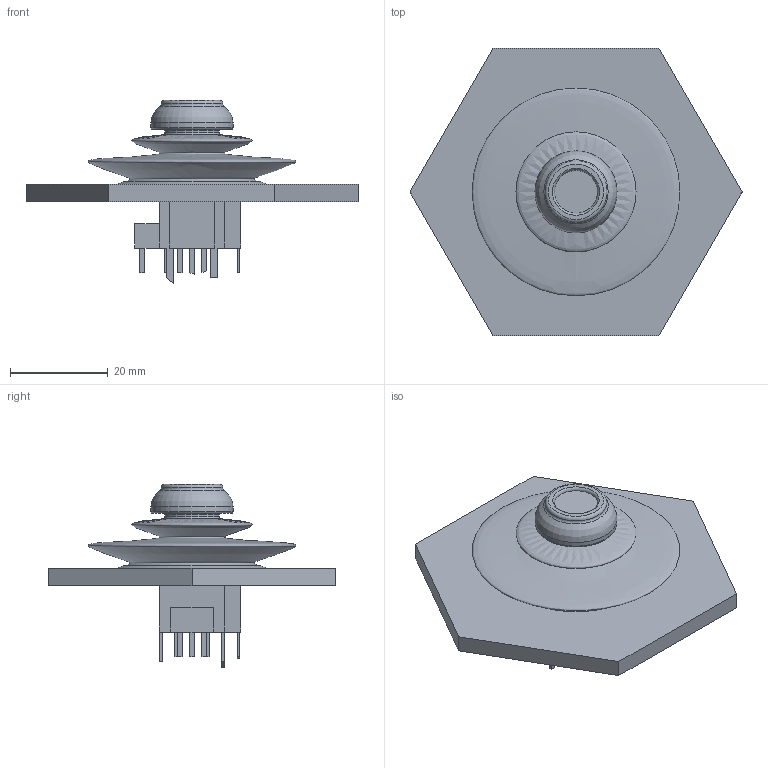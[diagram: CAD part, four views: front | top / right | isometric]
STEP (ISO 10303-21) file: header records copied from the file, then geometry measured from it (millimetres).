
FILE_DESCRIPTION(('FreeCAD Model'),'2;1');
FILE_NAME('Open CASCADE Shape Model','2026-01-11T15:41:54',(''),(''), 'Open CASCADE STEP processor 7.8','FreeCAD','Unknown');
FILE_SCHEMA(('AUTOMOTIVE_DESIGN { 1 0 10303 214 1 1 1 1 }'));
Length unit declared in the file: millimetre
Products named in the file (5): hall_joystick_rubber_v2; Joystick; kappe; Körper; Gummi
Assembly tree (4 placements, depth 2):
  hall_joystick_rubber_v2
    Joystick
    kappe
    Körper
    Gummi
Bounding box: 67.76 x 58.68 x 37.41 mm (x, y, z)
Volume: 15579.1 mm3; surface area: 17458.2 mm2
Topology: 4 solids, 4 shells, 174 faces, 391 edges, 253 vertices
Faces by surface type: plane 126, cylinder 23, torus 12, cone 11, revolution 2
Full cylindrical faces by diameter (mm): 3 x1, 9.342 x1, 10.3 x1, 11.098 x1, 11.6 x1, 12.549 x1, 15 x1, 15.078 x1, 19.3 x1, 24.094 x1, 24.3 x1, 26 x1, 26.69 x1, 27 x1, 29.3 x1
Entity records: 4938 total; most frequent: CARTESIAN_POINT 851, DIRECTION 828, ORIENTED_EDGE 782, EDGE_CURVE 391, LINE 302, VECTOR 302, AXIS2_PLACEMENT_3D 262, VERTEX_POINT 253
